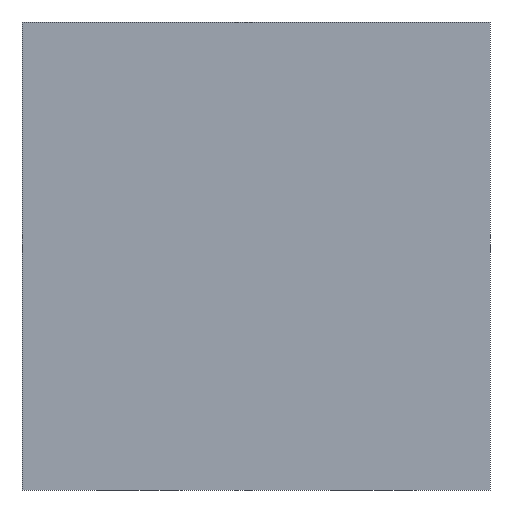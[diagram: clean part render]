
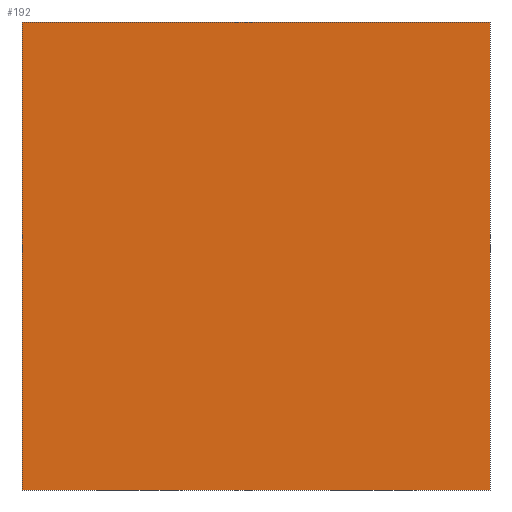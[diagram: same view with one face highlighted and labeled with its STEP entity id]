
A CAD part, front view. The second image highlights one B-rep face of the part: STEP entity #192.
In plain terms, the highlighted planar face has unit normal (0, -1, 0).
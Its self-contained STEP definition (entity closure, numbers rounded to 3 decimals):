
#23 = EDGE_CURVE ( 'NONE', #273, #43, #144, .T. ) ;
#43 = VERTEX_POINT ( 'NONE', #613 ) ;
#46 = ORIENTED_EDGE ( 'NONE', *, *, #76, .F. ) ;
#61 = CARTESIAN_POINT ( 'NONE',  ( 75., -25., 0. ) ) ;
#69 = VECTOR ( 'NONE', #370, 1000. ) ;
#73 = CARTESIAN_POINT ( 'NONE',  ( 75., -25., 100. ) ) ;
#76 = EDGE_CURVE ( 'NONE', #345, #100, #391, .T. ) ;
#100 = VERTEX_POINT ( 'NONE', #152 ) ;
#118 = ORIENTED_EDGE ( 'NONE', *, *, #160, .T. ) ;
#120 = CARTESIAN_POINT ( 'NONE',  ( 75., -25., 100. ) ) ;
#136 = ORIENTED_EDGE ( 'NONE', *, *, #23, .T. ) ;
#144 = LINE ( 'NONE', #245, #263 ) ;
#152 = CARTESIAN_POINT ( 'NONE',  ( -25., -25., 0. ) ) ;
#160 = EDGE_CURVE ( 'NONE', #43, #100, #304, .T. ) ;
#178 = DIRECTION ( 'NONE',  ( 0., -1., 0. ) ) ;
#183 = LINE ( 'NONE', #326, #69 ) ;
#192 = ADVANCED_FACE ( 'NONE', ( #508 ), #222, .T. ) ;
#204 = CARTESIAN_POINT ( 'NONE',  ( -25., -25., 100. ) ) ;
#211 = EDGE_CURVE ( 'NONE', #273, #345, #183, .T. ) ;
#222 = PLANE ( 'NONE',  #608 ) ;
#244 = VECTOR ( 'NONE', #252, 1000. ) ;
#245 = CARTESIAN_POINT ( 'NONE',  ( 75., -25., 100. ) ) ;
#252 = DIRECTION ( 'NONE',  ( -1., 0., 0. ) ) ;
#263 = VECTOR ( 'NONE', #622, 1000. ) ;
#266 = VECTOR ( 'NONE', #482, 1000. ) ;
#271 = DIRECTION ( 'NONE',  ( 1., 0., 0. ) ) ;
#273 = VERTEX_POINT ( 'NONE', #73 ) ;
#280 = EDGE_LOOP ( 'NONE', ( #296, #136, #118, #46 ) ) ;
#296 = ORIENTED_EDGE ( 'NONE', *, *, #211, .F. ) ;
#304 = LINE ( 'NONE', #204, #266 ) ;
#326 = CARTESIAN_POINT ( 'NONE',  ( 75., -25., 100. ) ) ;
#345 = VERTEX_POINT ( 'NONE', #61 ) ;
#370 = DIRECTION ( 'NONE',  ( 0., 0., -1. ) ) ;
#391 = LINE ( 'NONE', #443, #244 ) ;
#443 = CARTESIAN_POINT ( 'NONE',  ( 75., -25., 0. ) ) ;
#482 = DIRECTION ( 'NONE',  ( 0., 0., -1. ) ) ;
#508 = FACE_OUTER_BOUND ( 'NONE', #280, .T. ) ;
#608 = AXIS2_PLACEMENT_3D ( 'NONE', #120, #178, #271 ) ;
#613 = CARTESIAN_POINT ( 'NONE',  ( -25., -25., 100. ) ) ;
#622 = DIRECTION ( 'NONE',  ( -1., 0., 0. ) ) ;
